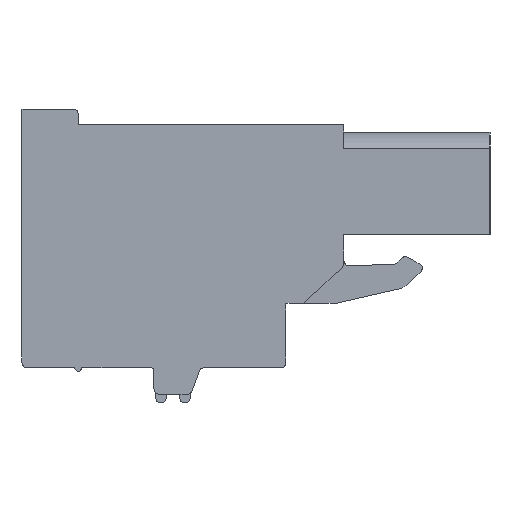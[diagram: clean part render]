
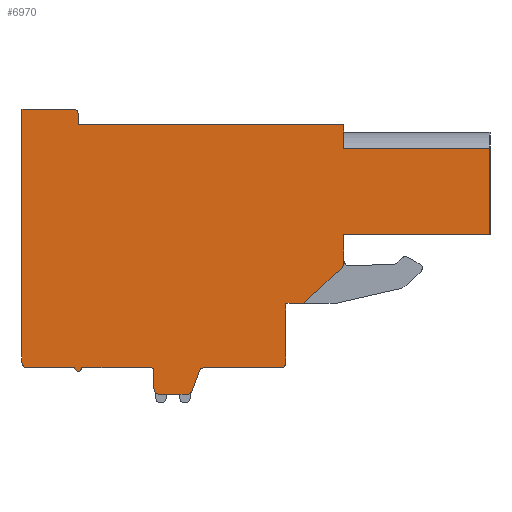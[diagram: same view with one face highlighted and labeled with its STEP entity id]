
A CAD part, left-side view. The second image highlights one B-rep face of the part: STEP entity #6970.
In plain terms, the highlighted planar face has unit normal (-1, 0, 0).
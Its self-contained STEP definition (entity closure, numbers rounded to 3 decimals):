
#1=DIRECTION('',(0.,1.,0.));
#2=VECTOR('',#1,8.3);
#3=CARTESIAN_POINT('',(0.,-13.96,5.635));
#4=LINE('',#3,#2);
#5=DIRECTION('',(0.,1.,0.));
#6=VECTOR('',#5,8.3);
#7=CARTESIAN_POINT('',(0.,-13.96,0.73));
#8=LINE('',#7,#6);
#9=DIRECTION('',(0.,0.,-1.));
#10=VECTOR('',#9,1.64);
#11=CARTESIAN_POINT('',(0.,-5.66,0.73));
#12=LINE('',#11,#10);
#13=CARTESIAN_POINT('',(0.,-5.36,-0.91));
#14=DIRECTION('',(1.,0.,0.));
#15=DIRECTION('',(0.,-1.,0.));
#16=AXIS2_PLACEMENT_3D('',#13,#14,#15);
#18=DIRECTION('',(0.,0.731,-0.683));
#19=VECTOR('',#18,3.018);
#20=CARTESIAN_POINT('',(0.,-5.565,-1.129));
#21=LINE('',#20,#19);
#22=DIRECTION('',(0.,1.,0.));
#23=VECTOR('',#22,1.);
#24=CARTESIAN_POINT('',(0.,-3.36,-3.19));
#25=LINE('',#24,#23);
#26=DIRECTION('',(0.,0.,-1.));
#27=VECTOR('',#26,0.5);
#28=CARTESIAN_POINT('',(0.,-2.36,-3.19));
#29=LINE('',#28,#27);
#30=DIRECTION('',(0.,0.,-1.));
#31=VECTOR('',#30,2.35);
#32=CARTESIAN_POINT('',(0.,-2.36,-3.69));
#33=LINE('',#32,#31);
#34=DIRECTION('',(0.,0.,-1.));
#35=VECTOR('',#34,0.5);
#36=CARTESIAN_POINT('',(0.,-2.36,-6.04));
#37=LINE('',#36,#35);
#38=CARTESIAN_POINT('',(0.,-2.06,-6.54));
#39=DIRECTION('',(1.,0.,0.));
#40=DIRECTION('',(0.,-1.,0.));
#41=AXIS2_PLACEMENT_3D('',#38,#39,#40);
#43=DIRECTION('',(0.,1.,0.));
#44=VECTOR('',#43,4.34);
#45=CARTESIAN_POINT('',(0.,-2.06,-6.84));
#46=LINE('',#45,#44);
#47=CARTESIAN_POINT('',(0.,2.28,-7.14));
#48=DIRECTION('',(-1.,0.,0.));
#49=DIRECTION('',(0.,0.,1.));
#50=AXIS2_PLACEMENT_3D('',#47,#48,#49);
#52=DIRECTION('',(0.,0.345,-0.939));
#53=VECTOR('',#52,1.179);
#54=CARTESIAN_POINT('',(0.,2.562,-7.037));
#55=LINE('',#54,#53);
#56=CARTESIAN_POINT('',(0.,3.25,-8.04));
#57=DIRECTION('',(1.,0.,0.));
#58=DIRECTION('',(0.,-0.939,-0.345));
#59=AXIS2_PLACEMENT_3D('',#56,#57,#58);
#61=DIRECTION('',(0.,1.,0.));
#62=VECTOR('',#61,1.59);
#63=CARTESIAN_POINT('',(0.,3.25,-8.34));
#64=LINE('',#63,#62);
#65=CARTESIAN_POINT('',(0.,4.84,-8.04));
#66=DIRECTION('',(1.,0.,0.));
#67=DIRECTION('',(0.,0.,-1.));
#68=AXIS2_PLACEMENT_3D('',#65,#66,#67);
#70=DIRECTION('',(0.,0.,1.));
#71=VECTOR('',#70,1.);
#72=CARTESIAN_POINT('',(0.,5.14,-8.04));
#73=LINE('',#72,#71);
#74=CARTESIAN_POINT('',(0.,5.34,-7.04));
#75=DIRECTION('',(-1.,0.,0.));
#76=DIRECTION('',(0.,-1.,0.));
#77=AXIS2_PLACEMENT_3D('',#74,#75,#76);
#79=DIRECTION('',(0.,1.,0.));
#80=VECTOR('',#79,3.9);
#81=CARTESIAN_POINT('',(0.,5.34,-6.84));
#82=LINE('',#81,#80);
#83=CARTESIAN_POINT('',(0.,9.44,-6.84));
#84=DIRECTION('',(1.,0.,0.));
#85=DIRECTION('',(0.,-1.,0.));
#86=AXIS2_PLACEMENT_3D('',#83,#84,#85);
#88=DIRECTION('',(0.,1.,0.));
#89=VECTOR('',#88,2.7);
#90=CARTESIAN_POINT('',(0.,9.64,-6.84));
#91=LINE('',#90,#89);
#92=CARTESIAN_POINT('',(0.,12.34,-6.54));
#93=DIRECTION('',(1.,0.,0.));
#94=DIRECTION('',(0.,0.,-1.));
#95=AXIS2_PLACEMENT_3D('',#92,#93,#94);
#97=DIRECTION('',(0.,0.,1.));
#98=VECTOR('',#97,0.5);
#99=CARTESIAN_POINT('',(0.,12.64,-6.54));
#100=LINE('',#99,#98);
#101=DIRECTION('',(0.,0.,1.));
#102=VECTOR('',#101,13.9);
#103=CARTESIAN_POINT('',(0.,12.64,-6.04));
#104=LINE('',#103,#102);
#105=DIRECTION('',(0.,-1.,0.));
#106=VECTOR('',#105,2.9);
#107=CARTESIAN_POINT('',(0.,12.64,7.86));
#108=LINE('',#107,#106);
#109=CARTESIAN_POINT('',(0.,9.74,7.56));
#110=DIRECTION('',(1.,0.,0.));
#111=DIRECTION('',(0.,0.,1.));
#112=AXIS2_PLACEMENT_3D('',#109,#110,#111);
#114=DIRECTION('',(0.,0.,-1.));
#115=VECTOR('',#114,0.6);
#116=CARTESIAN_POINT('',(0.,9.44,7.56));
#117=LINE('',#116,#115);
#118=DIRECTION('',(0.,-1.,0.));
#119=VECTOR('',#118,15.1);
#120=CARTESIAN_POINT('',(0.,9.44,6.96));
#121=LINE('',#120,#119);
#202=DIRECTION('',(0.,0.,1.));
#203=VECTOR('',#202,1.325);
#204=CARTESIAN_POINT('',(0.,-5.66,5.635));
#205=LINE('',#204,#203);
#515=DIRECTION('',(0.,0.,1.));
#516=VECTOR('',#515,4.905);
#517=CARTESIAN_POINT('',(0.,-13.96,0.73));
#518=LINE('',#517,#516);
#5255=CARTESIAN_POINT('',(0.,12.34,-6.84));
#5256=CARTESIAN_POINT('',(0.,12.64,-6.54));
#5257=VERTEX_POINT('',#5255);
#5258=VERTEX_POINT('',#5256);
#5259=CARTESIAN_POINT('',(0.,12.64,-6.04));
#5260=VERTEX_POINT('',#5259);
#5261=CARTESIAN_POINT('',(0.,12.64,7.86));
#5262=VERTEX_POINT('',#5261);
#5263=CARTESIAN_POINT('',(0.,9.74,7.86));
#5264=VERTEX_POINT('',#5263);
#5265=CARTESIAN_POINT('',(0.,9.44,7.56));
#5266=VERTEX_POINT('',#5265);
#5267=CARTESIAN_POINT('',(0.,9.44,6.96));
#5268=VERTEX_POINT('',#5267);
#5269=CARTESIAN_POINT('',(0.,-5.66,6.96));
#5270=VERTEX_POINT('',#5269);
#5271=CARTESIAN_POINT('',(0.,-13.96,0.73));
#5272=CARTESIAN_POINT('',(0.,-5.66,0.73));
#5273=VERTEX_POINT('',#5271);
#5274=VERTEX_POINT('',#5272);
#5275=CARTESIAN_POINT('',(0.,-5.66,-0.91));
#5276=VERTEX_POINT('',#5275);
#5277=CARTESIAN_POINT('',(0.,-5.565,-1.129));
#5278=VERTEX_POINT('',#5277);
#5279=CARTESIAN_POINT('',(0.,-3.36,-3.19));
#5280=VERTEX_POINT('',#5279);
#5281=CARTESIAN_POINT('',(0.,-2.36,-3.19));
#5282=VERTEX_POINT('',#5281);
#5283=CARTESIAN_POINT('',(0.,-2.36,-3.69));
#5284=VERTEX_POINT('',#5283);
#5285=CARTESIAN_POINT('',(0.,-2.36,-6.04));
#5286=VERTEX_POINT('',#5285);
#5287=CARTESIAN_POINT('',(0.,-2.36,-6.54));
#5288=VERTEX_POINT('',#5287);
#5289=CARTESIAN_POINT('',(0.,-2.06,-6.84));
#5290=VERTEX_POINT('',#5289);
#5291=CARTESIAN_POINT('',(0.,2.28,-6.84));
#5292=VERTEX_POINT('',#5291);
#5293=CARTESIAN_POINT('',(0.,2.562,-7.037));
#5294=VERTEX_POINT('',#5293);
#5295=CARTESIAN_POINT('',(0.,2.968,-8.143));
#5296=VERTEX_POINT('',#5295);
#5297=CARTESIAN_POINT('',(0.,3.25,-8.34));
#5298=VERTEX_POINT('',#5297);
#5299=CARTESIAN_POINT('',(0.,4.84,-8.34));
#5300=VERTEX_POINT('',#5299);
#5301=CARTESIAN_POINT('',(0.,5.14,-8.04));
#5302=VERTEX_POINT('',#5301);
#5303=CARTESIAN_POINT('',(0.,5.14,-7.04));
#5304=VERTEX_POINT('',#5303);
#5305=CARTESIAN_POINT('',(0.,5.34,-6.84));
#5306=VERTEX_POINT('',#5305);
#5307=CARTESIAN_POINT('',(0.,9.24,-6.84));
#5308=VERTEX_POINT('',#5307);
#5309=CARTESIAN_POINT('',(0.,9.64,-6.84));
#5310=VERTEX_POINT('',#5309);
#5615=CARTESIAN_POINT('',(0.,-13.96,5.635));
#5616=CARTESIAN_POINT('',(0.,-5.66,5.635));
#5617=VERTEX_POINT('',#5615);
#5618=VERTEX_POINT('',#5616);
#6903=CARTESIAN_POINT('',(0.,0.,0.));
#6904=DIRECTION('',(1.,0.,0.));
#6905=DIRECTION('',(0.,-1.,0.));
#6906=AXIS2_PLACEMENT_3D('',#6903,#6904,#6905);
#6907=PLANE('',#6906);
#6909=ORIENTED_EDGE('',*,*,#6908,.F.);
#6911=ORIENTED_EDGE('',*,*,#6910,.F.);
#6913=ORIENTED_EDGE('',*,*,#6912,.T.);
#6915=ORIENTED_EDGE('',*,*,#6914,.T.);
#6917=ORIENTED_EDGE('',*,*,#6916,.T.);
#6919=ORIENTED_EDGE('',*,*,#6918,.T.);
#6921=ORIENTED_EDGE('',*,*,#6920,.T.);
#6923=ORIENTED_EDGE('',*,*,#6922,.T.);
#6925=ORIENTED_EDGE('',*,*,#6924,.T.);
#6927=ORIENTED_EDGE('',*,*,#6926,.T.);
#6929=ORIENTED_EDGE('',*,*,#6928,.T.);
#6931=ORIENTED_EDGE('',*,*,#6930,.T.);
#6933=ORIENTED_EDGE('',*,*,#6932,.T.);
#6935=ORIENTED_EDGE('',*,*,#6934,.T.);
#6937=ORIENTED_EDGE('',*,*,#6936,.T.);
#6939=ORIENTED_EDGE('',*,*,#6938,.T.);
#6941=ORIENTED_EDGE('',*,*,#6940,.T.);
#6943=ORIENTED_EDGE('',*,*,#6942,.T.);
#6945=ORIENTED_EDGE('',*,*,#6944,.T.);
#6947=ORIENTED_EDGE('',*,*,#6946,.T.);
#6949=ORIENTED_EDGE('',*,*,#6948,.T.);
#6951=ORIENTED_EDGE('',*,*,#6950,.T.);
#6953=ORIENTED_EDGE('',*,*,#6952,.T.);
#6955=ORIENTED_EDGE('',*,*,#6954,.T.);
#6957=ORIENTED_EDGE('',*,*,#6956,.T.);
#6959=ORIENTED_EDGE('',*,*,#6958,.T.);
#6961=ORIENTED_EDGE('',*,*,#6960,.T.);
#6963=ORIENTED_EDGE('',*,*,#6962,.T.);
#6965=ORIENTED_EDGE('',*,*,#6964,.T.);
#6967=ORIENTED_EDGE('',*,*,#6966,.F.);
#6968=EDGE_LOOP('',(#6909,#6911,#6913,#6915,#6917,#6919,#6921,#6923,#6925,#6927,
#6929,#6931,#6933,#6935,#6937,#6939,#6941,#6943,#6945,#6947,#6949,#6951,#6953,
#6955,#6957,#6959,#6961,#6963,#6965,#6967));
#6969=FACE_OUTER_BOUND('',#6968,.F.);
#6970=ADVANCED_FACE('',(#6969),#6907,.F.);
#17=CIRCLE('',#16,0.3);
#42=CIRCLE('',#41,0.3);
#51=CIRCLE('',#50,0.3);
#60=CIRCLE('',#59,0.3);
#69=CIRCLE('',#68,0.3);
#78=CIRCLE('',#77,0.2);
#87=CIRCLE('',#86,0.2);
#96=CIRCLE('',#95,0.3);
#113=CIRCLE('',#112,0.3);
#6908=EDGE_CURVE('',#5617,#5618,#4,.T.);
#6910=EDGE_CURVE('',#5273,#5617,#518,.T.);
#6912=EDGE_CURVE('',#5273,#5274,#8,.T.);
#6914=EDGE_CURVE('',#5274,#5276,#12,.T.);
#6916=EDGE_CURVE('',#5276,#5278,#17,.T.);
#6918=EDGE_CURVE('',#5278,#5280,#21,.T.);
#6920=EDGE_CURVE('',#5280,#5282,#25,.T.);
#6922=EDGE_CURVE('',#5282,#5284,#29,.T.);
#6924=EDGE_CURVE('',#5284,#5286,#33,.T.);
#6926=EDGE_CURVE('',#5286,#5288,#37,.T.);
#6928=EDGE_CURVE('',#5288,#5290,#42,.T.);
#6930=EDGE_CURVE('',#5290,#5292,#46,.T.);
#6932=EDGE_CURVE('',#5292,#5294,#51,.T.);
#6934=EDGE_CURVE('',#5294,#5296,#55,.T.);
#6936=EDGE_CURVE('',#5296,#5298,#60,.T.);
#6938=EDGE_CURVE('',#5298,#5300,#64,.T.);
#6940=EDGE_CURVE('',#5300,#5302,#69,.T.);
#6942=EDGE_CURVE('',#5302,#5304,#73,.T.);
#6944=EDGE_CURVE('',#5304,#5306,#78,.T.);
#6946=EDGE_CURVE('',#5306,#5308,#82,.T.);
#6948=EDGE_CURVE('',#5308,#5310,#87,.T.);
#6950=EDGE_CURVE('',#5310,#5257,#91,.T.);
#6952=EDGE_CURVE('',#5257,#5258,#96,.T.);
#6954=EDGE_CURVE('',#5258,#5260,#100,.T.);
#6956=EDGE_CURVE('',#5260,#5262,#104,.T.);
#6958=EDGE_CURVE('',#5262,#5264,#108,.T.);
#6960=EDGE_CURVE('',#5264,#5266,#113,.T.);
#6962=EDGE_CURVE('',#5266,#5268,#117,.T.);
#6964=EDGE_CURVE('',#5268,#5270,#121,.T.);
#6966=EDGE_CURVE('',#5618,#5270,#205,.T.);
